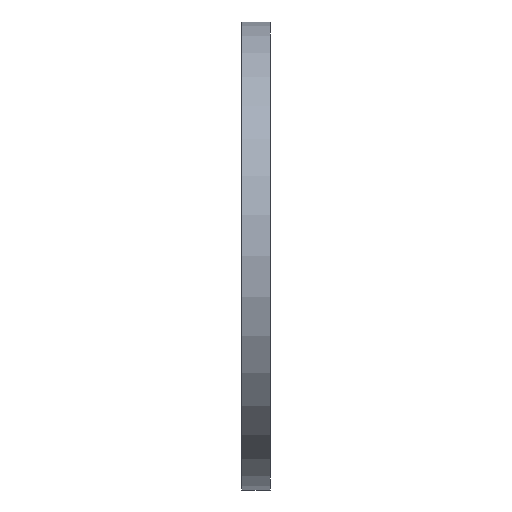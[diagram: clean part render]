
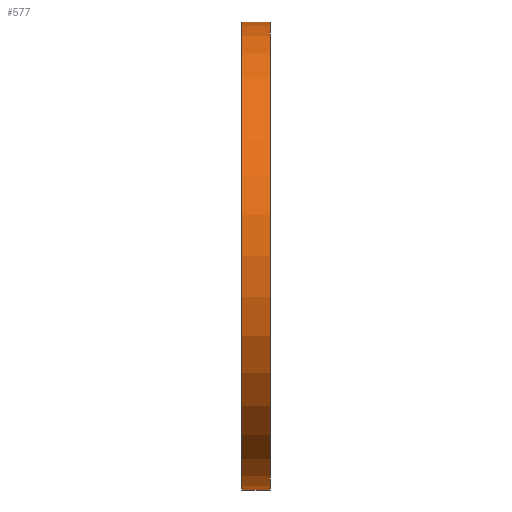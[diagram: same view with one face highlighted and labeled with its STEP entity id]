
A CAD part, left-side view. The second image highlights one B-rep face of the part: STEP entity #577.
In plain terms, the highlighted cylindrical face has radius 100 mm (diameter 200 mm), a partial arc.
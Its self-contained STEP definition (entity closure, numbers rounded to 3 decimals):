
#13 = VERTEX_POINT ( 'NONE', #32 ) ;
#32 = CARTESIAN_POINT ( 'NONE',  ( 0., 0., -100. ) ) ;
#59 = DIRECTION ( 'NONE',  ( 0., 0., 1. ) ) ;
#60 = VERTEX_POINT ( 'NONE', #594 ) ;
#66 = EDGE_CURVE ( 'NONE', #13, #804, #235, .T. ) ;
#99 = VERTEX_POINT ( 'NONE', #526 ) ;
#131 = LINE ( 'NONE', #832, #593 ) ;
#173 = FACE_OUTER_BOUND ( 'NONE', #336, .T. ) ;
#184 = CARTESIAN_POINT ( 'NONE',  ( 0., 38.545, 0. ) ) ;
#200 = LINE ( 'NONE', #329, #502 ) ;
#235 = CIRCLE ( 'NONE', #348, 100. ) ;
#239 = CYLINDRICAL_SURFACE ( 'NONE', #827, 100. ) ;
#245 = ORIENTED_EDGE ( 'NONE', *, *, #723, .F. ) ;
#260 = CARTESIAN_POINT ( 'NONE',  ( 0., 0., 100. ) ) ;
#300 = EDGE_CURVE ( 'NONE', #804, #99, #131, .T. ) ;
#327 = ORIENTED_EDGE ( 'NONE', *, *, #66, .T. ) ;
#329 = CARTESIAN_POINT ( 'NONE',  ( 0., 38.545, -100. ) ) ;
#336 = EDGE_LOOP ( 'NONE', ( #245, #327, #754, #674 ) ) ;
#348 = AXIS2_PLACEMENT_3D ( 'NONE', #878, #673, #59 ) ;
#469 = DIRECTION ( 'NONE',  ( 0., 0., 1. ) ) ;
#502 = VECTOR ( 'NONE', #755, 1000. ) ;
#526 = CARTESIAN_POINT ( 'NONE',  ( 0., 12., 100. ) ) ;
#577 = ADVANCED_FACE ( 'NONE', ( #173 ), #239, .T. ) ;
#592 = DIRECTION ( 'NONE',  ( 0., 1., 0. ) ) ;
#593 = VECTOR ( 'NONE', #676, 1000. ) ;
#594 = CARTESIAN_POINT ( 'NONE',  ( 0., 12., -100. ) ) ;
#673 = DIRECTION ( 'NONE',  ( 0., 1., 0. ) ) ;
#674 = ORIENTED_EDGE ( 'NONE', *, *, #773, .F. ) ;
#676 = DIRECTION ( 'NONE',  ( 0., 1., 0. ) ) ;
#723 = EDGE_CURVE ( 'NONE', #13, #60, #200, .T. ) ;
#729 = DIRECTION ( 'NONE',  ( 0., 0., 1. ) ) ;
#754 = ORIENTED_EDGE ( 'NONE', *, *, #300, .T. ) ;
#755 = DIRECTION ( 'NONE',  ( 0., 1., 0. ) ) ;
#769 = CIRCLE ( 'NONE', #886, 100. ) ;
#773 = EDGE_CURVE ( 'NONE', #60, #99, #769, .T. ) ;
#804 = VERTEX_POINT ( 'NONE', #260 ) ;
#815 = DIRECTION ( 'NONE',  ( 0., 1., 0. ) ) ;
#827 = AXIS2_PLACEMENT_3D ( 'NONE', #184, #592, #729 ) ;
#831 = CARTESIAN_POINT ( 'NONE',  ( 0., 12., 0. ) ) ;
#832 = CARTESIAN_POINT ( 'NONE',  ( 0., 38.545, 100. ) ) ;
#878 = CARTESIAN_POINT ( 'NONE',  ( 0., 0., 0. ) ) ;
#886 = AXIS2_PLACEMENT_3D ( 'NONE', #831, #815, #469 ) ;
